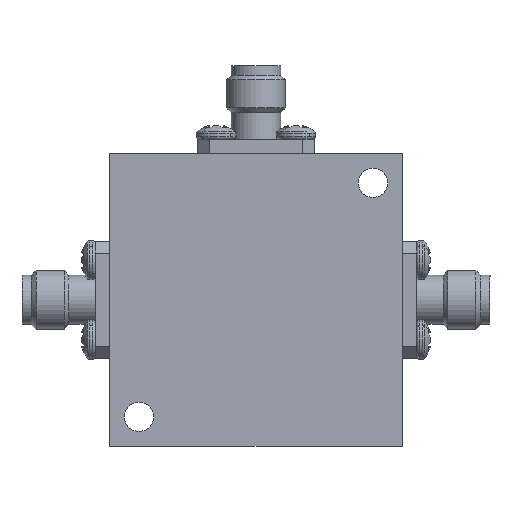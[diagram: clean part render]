
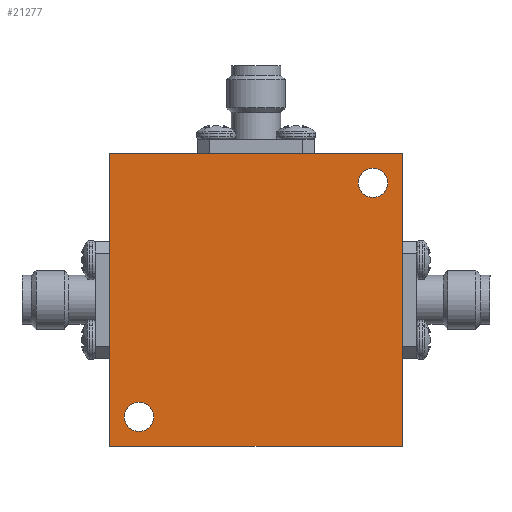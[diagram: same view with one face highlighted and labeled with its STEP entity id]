
A CAD part, front view. The second image highlights one B-rep face of the part: STEP entity #21277.
In plain terms, the highlighted planar face has unit normal (0, -1, 0).
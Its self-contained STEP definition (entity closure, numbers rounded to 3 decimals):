
#367 = CARTESIAN_POINT ( 'NONE',  ( -15.875, 0., 15.875 ) ) ;
#949 = ORIENTED_EDGE ( 'NONE', *, *, #53407, .F. ) ;
#1242 = DIRECTION ( 'NONE',  ( 0., 1., 0. ) ) ;
#2054 = VERTEX_POINT ( 'NONE', #26409 ) ;
#2746 = DIRECTION ( 'NONE',  ( 0., 0., 1. ) ) ;
#3930 = AXIS2_PLACEMENT_3D ( 'NONE', #49411, #44836, #2746 ) ;
#4329 = CARTESIAN_POINT ( 'NONE',  ( -15.875, 0., -15.875 ) ) ;
#4714 = DIRECTION ( 'NONE',  ( 1., 0., 0. ) ) ;
#5689 = AXIS2_PLACEMENT_3D ( 'NONE', #39651, #6500, #10761 ) ;
#6067 = ORIENTED_EDGE ( 'NONE', *, *, #39250, .T. ) ;
#6500 = DIRECTION ( 'NONE',  ( 0., -1., 0. ) ) ;
#8331 = AXIS2_PLACEMENT_3D ( 'NONE', #29317, #42858, #47986 ) ;
#9136 = EDGE_CURVE ( 'NONE', #60378, #43056, #27069, .T. ) ;
#9321 = DIRECTION ( 'NONE',  ( 0., 0., 1. ) ) ;
#9668 = CARTESIAN_POINT ( 'NONE',  ( 15.875, 0., 15.875 ) ) ;
#10149 = LINE ( 'NONE', #52550, #60471 ) ;
#10761 = DIRECTION ( 'NONE',  ( 0., 0., -1. ) ) ;
#11305 = VERTEX_POINT ( 'NONE', #28113 ) ;
#11621 = VERTEX_POINT ( 'NONE', #22852 ) ;
#13665 = EDGE_LOOP ( 'NONE', ( #50480, #949, #15916, #16930 ) ) ;
#14358 = VECTOR ( 'NONE', #28298, 1000. ) ;
#14450 = LINE ( 'NONE', #4329, #14358 ) ;
#14481 = CARTESIAN_POINT ( 'NONE',  ( -12.7, 0., -12.7 ) ) ;
#15684 = PLANE ( 'NONE',  #5689 ) ;
#15895 = ORIENTED_EDGE ( 'NONE', *, *, #42292, .T. ) ;
#15916 = ORIENTED_EDGE ( 'NONE', *, *, #9136, .F. ) ;
#16930 = ORIENTED_EDGE ( 'NONE', *, *, #31690, .F. ) ;
#18005 = AXIS2_PLACEMENT_3D ( 'NONE', #14481, #1242, #24006 ) ;
#18312 = ORIENTED_EDGE ( 'NONE', *, *, #41559, .T. ) ;
#19133 = LINE ( 'NONE', #367, #47969 ) ;
#21277 = ADVANCED_FACE ( 'NONE', ( #33517, #52240, #52867 ), #15684, .T. ) ;
#22103 = CARTESIAN_POINT ( 'NONE',  ( -15.875, 0., 15.875 ) ) ;
#22852 = CARTESIAN_POINT ( 'NONE',  ( 12.7, 0., 11.112 ) ) ;
#23548 = CARTESIAN_POINT ( 'NONE',  ( -12.7, 0., -14.287 ) ) ;
#24006 = DIRECTION ( 'NONE',  ( 0., 0., 1. ) ) ;
#26409 = CARTESIAN_POINT ( 'NONE',  ( 15.875, 0., -15.875 ) ) ;
#27069 = LINE ( 'NONE', #49161, #56264 ) ;
#28113 = CARTESIAN_POINT ( 'NONE',  ( -12.7, 0., -11.112 ) ) ;
#28298 = DIRECTION ( 'NONE',  ( -1., 0., 0. ) ) ;
#29317 = CARTESIAN_POINT ( 'NONE',  ( 12.7, 0., 12.7 ) ) ;
#31690 = EDGE_CURVE ( 'NONE', #2054, #60378, #14450, .T. ) ;
#32701 = DIRECTION ( 'NONE',  ( 0., 1., 0. ) ) ;
#33006 = EDGE_CURVE ( 'NONE', #60052, #2054, #10149, .T. ) ;
#33283 = CARTESIAN_POINT ( 'NONE',  ( -15.875, 0., -15.875 ) ) ;
#33516 = VERTEX_POINT ( 'NONE', #23548 ) ;
#33517 = FACE_BOUND ( 'NONE', #57997, .T. ) ;
#35028 = CIRCLE ( 'NONE', #47733, 1.588 ) ;
#35981 = DIRECTION ( 'NONE',  ( 0., 0., 1. ) ) ;
#37132 = ORIENTED_EDGE ( 'NONE', *, *, #46915, .T. ) ;
#38258 = EDGE_LOOP ( 'NONE', ( #37132, #15895 ) ) ;
#39250 = EDGE_CURVE ( 'NONE', #11305, #33516, #35028, .T. ) ;
#39376 = CARTESIAN_POINT ( 'NONE',  ( 12.7, 0., 14.287 ) ) ;
#39651 = CARTESIAN_POINT ( 'NONE',  ( 0., 0., 0. ) ) ;
#41559 = EDGE_CURVE ( 'NONE', #33516, #11305, #53329, .T. ) ;
#42292 = EDGE_CURVE ( 'NONE', #59260, #11621, #55424, .T. ) ;
#42858 = DIRECTION ( 'NONE',  ( 0., 1., 0. ) ) ;
#43056 = VERTEX_POINT ( 'NONE', #22103 ) ;
#44836 = DIRECTION ( 'NONE',  ( 0., 1., 0. ) ) ;
#46915 = EDGE_CURVE ( 'NONE', #11621, #59260, #54931, .T. ) ;
#47595 = DIRECTION ( 'NONE',  ( 0., 0., -1. ) ) ;
#47733 = AXIS2_PLACEMENT_3D ( 'NONE', #51399, #32701, #9321 ) ;
#47969 = VECTOR ( 'NONE', #4714, 1000. ) ;
#47986 = DIRECTION ( 'NONE',  ( 0., 0., 1. ) ) ;
#49161 = CARTESIAN_POINT ( 'NONE',  ( -15.875, 0., 15.875 ) ) ;
#49411 = CARTESIAN_POINT ( 'NONE',  ( 12.7, 0., 12.7 ) ) ;
#50480 = ORIENTED_EDGE ( 'NONE', *, *, #33006, .F. ) ;
#51399 = CARTESIAN_POINT ( 'NONE',  ( -12.7, 0., -12.7 ) ) ;
#52240 = FACE_OUTER_BOUND ( 'NONE', #13665, .T. ) ;
#52550 = CARTESIAN_POINT ( 'NONE',  ( 15.875, 0., 15.875 ) ) ;
#52867 = FACE_BOUND ( 'NONE', #38258, .T. ) ;
#53329 = CIRCLE ( 'NONE', #18005, 1.588 ) ;
#53407 = EDGE_CURVE ( 'NONE', #43056, #60052, #19133, .T. ) ;
#54931 = CIRCLE ( 'NONE', #3930, 1.588 ) ;
#55424 = CIRCLE ( 'NONE', #8331, 1.588 ) ;
#56264 = VECTOR ( 'NONE', #35981, 1000. ) ;
#57997 = EDGE_LOOP ( 'NONE', ( #18312, #6067 ) ) ;
#59260 = VERTEX_POINT ( 'NONE', #39376 ) ;
#60052 = VERTEX_POINT ( 'NONE', #9668 ) ;
#60378 = VERTEX_POINT ( 'NONE', #33283 ) ;
#60471 = VECTOR ( 'NONE', #47595, 1000. ) ;
